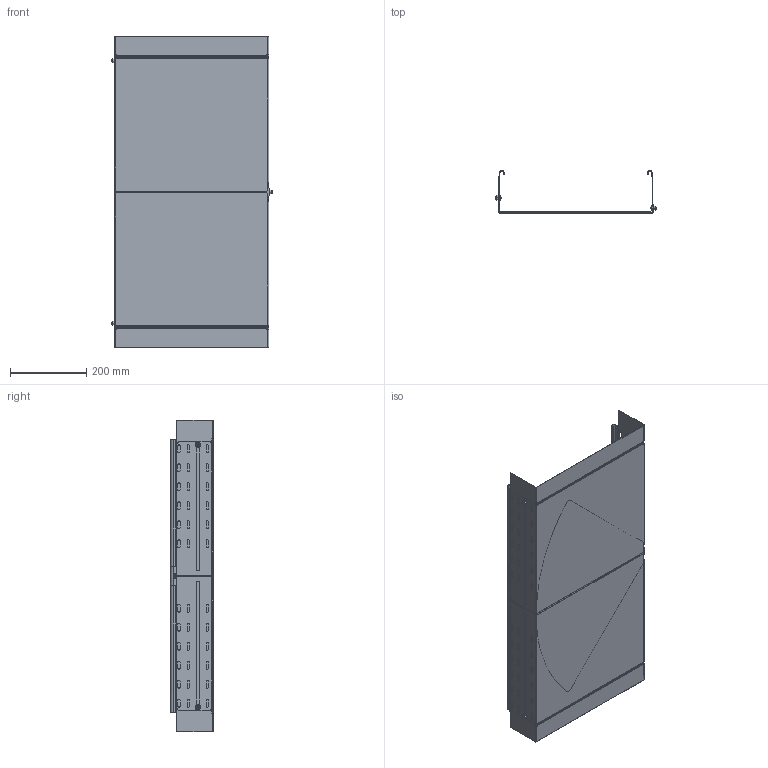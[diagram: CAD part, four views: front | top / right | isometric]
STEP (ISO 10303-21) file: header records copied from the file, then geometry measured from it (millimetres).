
FILE_DESCRIPTION(/* description */ (''),/* implementation_level */ '2;1');
FILE_NAME(/* name */ '6040708',/* time_stamp */ '2014-10-23T08:48:59+02:00',/* author */ (''),/* organization */ (''),/* preprocessor_version */ 'ST-DEVELOPER v15',/* originating_system */ '',/* authorisation */ '');
FILE_SCHEMA (('AUTOMOTIVE_DESIGN'));
Length unit declared in the file: millimetre
Products named in the file (2): Document; Block 01
Assembly tree (1 placements, depth 2):
  Document
    Block 01
Bounding box: 425 x 111.75 x 820 mm (x, y, z)
Volume: 906616.6 mm3; surface area: 1470514.6 mm2
Topology: 2 solids, 11 shells, 951 faces, 2570 edges, 1624 vertices
Faces by surface type: bspline 532, plane 419
Entity records: 34035 total; most frequent: CARTESIAN_POINT 18849, ORIENTED_EDGE 5083, EDGE_CURVE 2564, VERTEX_POINT 1624, B_SPLINE_CURVE_WITH_KNOTS 1299, EDGE_LOOP 1152, ADVANCED_FACE 951, FACE_OUTER_BOUND 951
